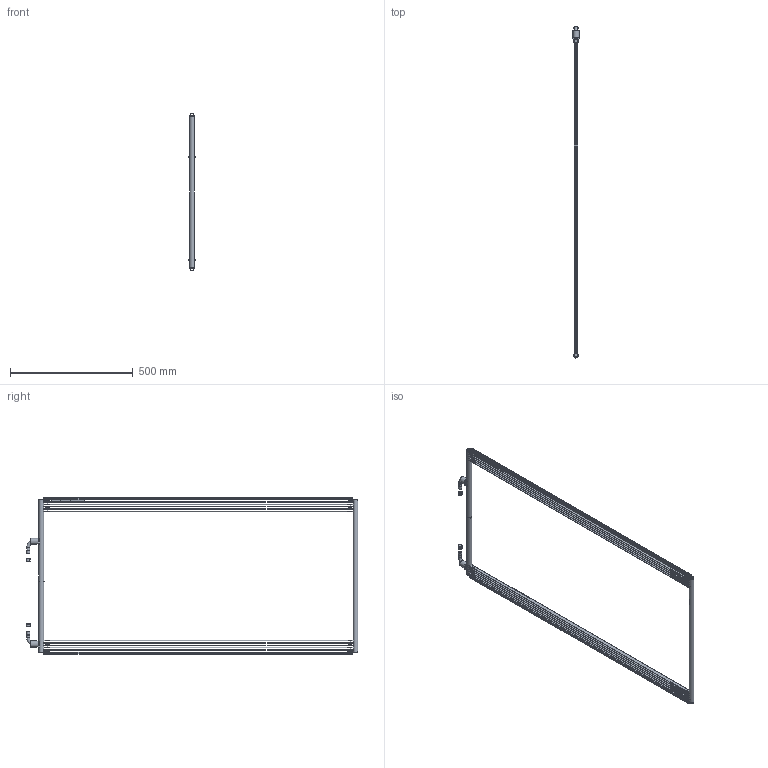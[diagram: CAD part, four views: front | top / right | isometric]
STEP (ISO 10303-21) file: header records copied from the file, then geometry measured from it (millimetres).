
FILE_DESCRIPTION(/* description */ ('Condenser'),/* implementation_level */ '2;1');
FILE_NAME(/* name */ 'X0-DF0161-07.stp',/* time_stamp */ '2024-03-05T10:42:12+08:00',/* author */ ('U426154'),/* organization */ (''),/* preprocessor_version */ 'ST-DEVELOPER v18.1',/* originating_system */ 'Autodesk Inventor 2022',/* authorisation */ '');
FILE_SCHEMA (('AUTOMOTIVE_DESIGN { 1 0 10303 214 3 1 1 }'));
Length unit declared in the file: millimetre
Products named in the file (16): Z0-DF0161; Y0-DF0161; H01-0282; H01-0154; D03-DF0161; T04-0001; T03-0001; T06-0134; S01b-1278; B01-0568; G43-0009; T05-0022; T02-0005; T09-0112; T09-0100; T09-0001
Assembly tree (41 placements, depth 3):
  Z0-DF0161
    Y0-DF0161
      H01-0282
      H01-0154
      D03-DF0161  x2
      T04-0001  x4
      T03-0001
      T06-0134  x2
      S01b-1278  x10
      B01-0568  x10
    G43-0009  x2
    T05-0022  x2
    T02-0005  x2
    T09-0112
    T09-0100
    T09-0001
Bounding box: 25.19 x 1351.6 x 639.11 mm (x, y, z)
Volume: 532239.7 mm3; surface area: 886826.6 mm2
Topology: 50 solids, 50 shells, 1676 faces, 4634 edges, 3076 vertices
Faces by surface type: plane 847, cylinder 783, torus 30, cone 16
Full cylindrical faces by diameter (mm): 3.2 x16, 11 x2, 11.1 x4, 12.7 x4, 12.9 x4, 13 x4, 14 x2, 14.5 x2, 14.8 x4, 16.6 x2, 16.9 x2, 17 x6, 20 x2, 24 x2, 25.2 x2
Entity records: 10336 total; most frequent: DIRECTION 1820, CARTESIAN_POINT 1698, ORIENTED_EDGE 1570, EDGE_CURVE 785, AXIS2_PLACEMENT_3D 673, VERTEX_POINT 517, LINE 474, VECTOR 474
